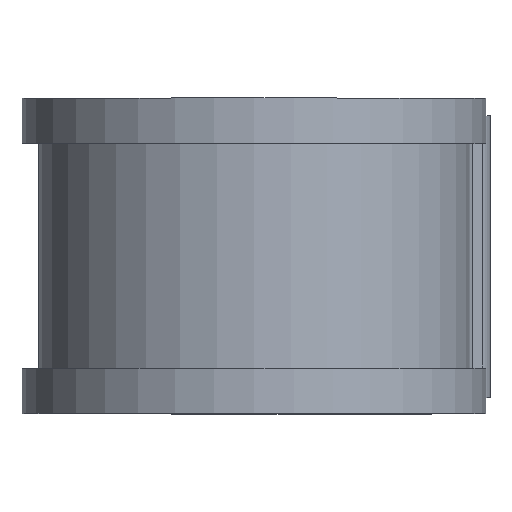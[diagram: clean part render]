
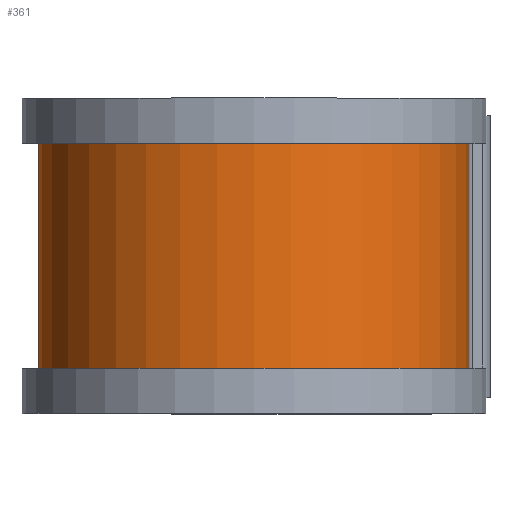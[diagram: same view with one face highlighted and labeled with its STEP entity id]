
A CAD part, top view. The second image highlights one B-rep face of the part: STEP entity #361.
In plain terms, the highlighted cylindrical face has radius 19.406 mm (diameter 38.811 mm), a partial arc.
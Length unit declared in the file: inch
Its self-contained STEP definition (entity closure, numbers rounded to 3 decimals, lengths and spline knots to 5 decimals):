
#62 = VECTOR ( 'NONE', #608, 39.37008 ) ;
#64 = CARTESIAN_POINT ( 'NONE',  ( 0.764, 0.4, 0. ) ) ;
#73 = CYLINDRICAL_SURFACE ( 'NONE', #302, 0.764 ) ;
#76 = CIRCLE ( 'NONE', #949, 0.764 ) ;
#176 = EDGE_CURVE ( 'NONE', #327, #365, #1013, .T. ) ;
#302 = AXIS2_PLACEMENT_3D ( 'NONE', #768, #908, #936 ) ;
#327 = VERTEX_POINT ( 'NONE', #64 ) ;
#335 = CARTESIAN_POINT ( 'NONE',  ( 0., -0.4, 0. ) ) ;
#361 = ADVANCED_FACE ( 'NONE', ( #1494 ), #73, .T. ) ;
#365 = VERTEX_POINT ( 'NONE', #370 ) ;
#370 = CARTESIAN_POINT ( 'NONE',  ( 0.764, -0.4, 0. ) ) ;
#462 = LINE ( 'NONE', #1506, #62 ) ;
#472 = DIRECTION ( 'NONE',  ( 0., 0., -1. ) ) ;
#586 = DIRECTION ( 'NONE',  ( 0., -1., 0. ) ) ;
#594 = ORIENTED_EDGE ( 'NONE', *, *, #638, .T. ) ;
#608 = DIRECTION ( 'NONE',  ( 0., -1., 0. ) ) ;
#638 = EDGE_CURVE ( 'NONE', #327, #1153, #76, .T. ) ;
#662 = VECTOR ( 'NONE', #586, 39.37008 ) ;
#768 = CARTESIAN_POINT ( 'NONE',  ( 0., 0.5, 0. ) ) ;
#820 = AXIS2_PLACEMENT_3D ( 'NONE', #335, #1236, #472 ) ;
#824 = CARTESIAN_POINT ( 'NONE',  ( 0.764, 0.5, 0. ) ) ;
#836 = ORIENTED_EDGE ( 'NONE', *, *, #176, .F. ) ;
#841 = CARTESIAN_POINT ( 'NONE',  ( 0., 0.4, 0. ) ) ;
#873 = DIRECTION ( 'NONE',  ( 0., -1., 0. ) ) ;
#894 = DIRECTION ( 'NONE',  ( 0., 0., -1. ) ) ;
#908 = DIRECTION ( 'NONE',  ( 0., -1., 0. ) ) ;
#936 = DIRECTION ( 'NONE',  ( 0., 0., -1. ) ) ;
#949 = AXIS2_PLACEMENT_3D ( 'NONE', #841, #873, #894 ) ;
#965 = CIRCLE ( 'NONE', #820, 0.764 ) ;
#997 = ORIENTED_EDGE ( 'NONE', *, *, #1244, .F. ) ;
#1013 = LINE ( 'NONE', #824, #662 ) ;
#1153 = VERTEX_POINT ( 'NONE', #1219 ) ;
#1219 = CARTESIAN_POINT ( 'NONE',  ( 0., 0.4, -0.764 ) ) ;
#1236 = DIRECTION ( 'NONE',  ( 0., -1., 0. ) ) ;
#1244 = EDGE_CURVE ( 'NONE', #365, #1390, #965, .T. ) ;
#1295 = EDGE_CURVE ( 'NONE', #1153, #1390, #462, .T. ) ;
#1297 = CARTESIAN_POINT ( 'NONE',  ( 0., -0.4, -0.764 ) ) ;
#1358 = EDGE_LOOP ( 'NONE', ( #836, #594, #1591, #997 ) ) ;
#1390 = VERTEX_POINT ( 'NONE', #1297 ) ;
#1494 = FACE_OUTER_BOUND ( 'NONE', #1358, .T. ) ;
#1506 = CARTESIAN_POINT ( 'NONE',  ( 0., 0.5, -0.764 ) ) ;
#1591 = ORIENTED_EDGE ( 'NONE', *, *, #1295, .T. ) ;
